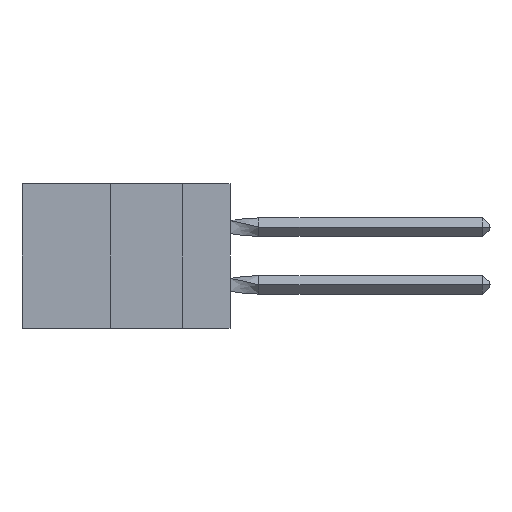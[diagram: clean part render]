
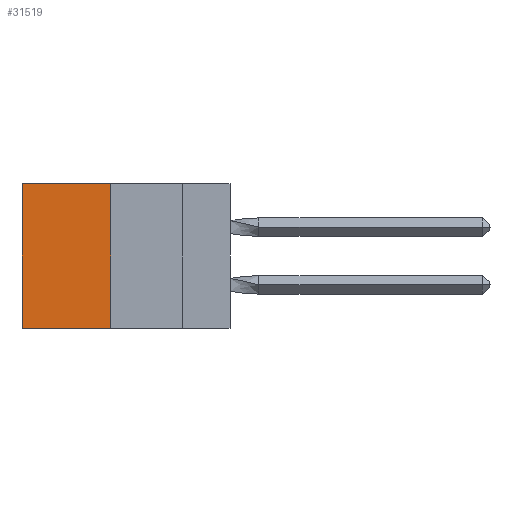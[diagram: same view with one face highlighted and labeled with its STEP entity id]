
A CAD part, left-side view. The second image highlights one B-rep face of the part: STEP entity #31519.
In plain terms, the highlighted planar face has unit normal (-1, 0, 0).
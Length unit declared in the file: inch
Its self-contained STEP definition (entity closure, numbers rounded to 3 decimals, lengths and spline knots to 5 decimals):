
#227 = CARTESIAN_POINT ( 'NONE',  ( 0.305, 0.413, -0.5 ) ) ;
#1205 = VERTEX_POINT ( 'NONE', #28832 ) ;
#1526 = CARTESIAN_POINT ( 'NONE',  ( 0.305, 0.413, 0. ) ) ;
#2372 = DIRECTION ( 'NONE',  ( 0., 0., -1. ) ) ;
#3002 = VECTOR ( 'NONE', #15804, 39.37008 ) ;
#3118 = EDGE_CURVE ( 'NONE', #1205, #20812, #25623, .T. ) ;
#3286 = VERTEX_POINT ( 'NONE', #12767 ) ;
#3834 = FACE_OUTER_BOUND ( 'NONE', #23540, .T. ) ;
#6316 = ORIENTED_EDGE ( 'NONE', *, *, #17129, .F. ) ;
#6750 = PLANE ( 'NONE',  #28013 ) ;
#7775 = ORIENTED_EDGE ( 'NONE', *, *, #31944, .T. ) ;
#9453 = LINE ( 'NONE', #1526, #18226 ) ;
#9681 = EDGE_CURVE ( 'NONE', #1205, #24701, #9453, .T. ) ;
#9914 = VECTOR ( 'NONE', #2372, 39.37008 ) ;
#12171 = CARTESIAN_POINT ( 'NONE',  ( 0.305, 0.72, -0.5 ) ) ;
#12640 = CARTESIAN_POINT ( 'NONE',  ( 0.305, 0.413, -0.5 ) ) ;
#12767 = CARTESIAN_POINT ( 'NONE',  ( 0.305, 0.72, -0.5 ) ) ;
#13020 = LINE ( 'NONE', #13471, #3002 ) ;
#13471 = CARTESIAN_POINT ( 'NONE',  ( 0.305, 0.413, -0.5 ) ) ;
#14872 = CARTESIAN_POINT ( 'NONE',  ( 0.305, 0.72, 0. ) ) ;
#15202 = DIRECTION ( 'NONE',  ( 0., 0., -1. ) ) ;
#15279 = ORIENTED_EDGE ( 'NONE', *, *, #9681, .T. ) ;
#15804 = DIRECTION ( 'NONE',  ( 0., 1., 0. ) ) ;
#17129 = EDGE_CURVE ( 'NONE', #20812, #3286, #13020, .T. ) ;
#18226 = VECTOR ( 'NONE', #25191, 39.37008 ) ;
#18962 = ORIENTED_EDGE ( 'NONE', *, *, #3118, .F. ) ;
#20195 = DIRECTION ( 'NONE',  ( 1., 0., 0. ) ) ;
#20812 = VERTEX_POINT ( 'NONE', #227 ) ;
#22818 = CARTESIAN_POINT ( 'NONE',  ( 0.305, 0.413, -0.5 ) ) ;
#23540 = EDGE_LOOP ( 'NONE', ( #7775, #6316, #18962, #15279 ) ) ;
#23903 = DIRECTION ( 'NONE',  ( 0., 0., -1. ) ) ;
#24701 = VERTEX_POINT ( 'NONE', #14872 ) ;
#24787 = VECTOR ( 'NONE', #23903, 39.37008 ) ;
#25191 = DIRECTION ( 'NONE',  ( 0., 1., 0. ) ) ;
#25623 = LINE ( 'NONE', #12640, #24787 ) ;
#26565 = LINE ( 'NONE', #12171, #9914 ) ;
#28013 = AXIS2_PLACEMENT_3D ( 'NONE', #22818, #20195, #15202 ) ;
#28832 = CARTESIAN_POINT ( 'NONE',  ( 0.305, 0.413, 0. ) ) ;
#31519 = ADVANCED_FACE ( 'NONE', ( #3834 ), #6750, .F. ) ;
#31944 = EDGE_CURVE ( 'NONE', #24701, #3286, #26565, .T. ) ;
